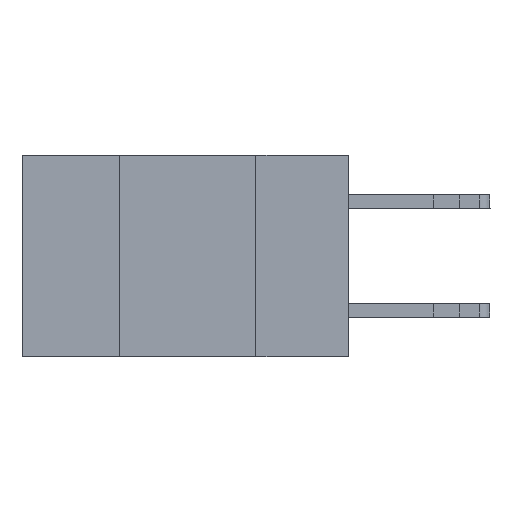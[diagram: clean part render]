
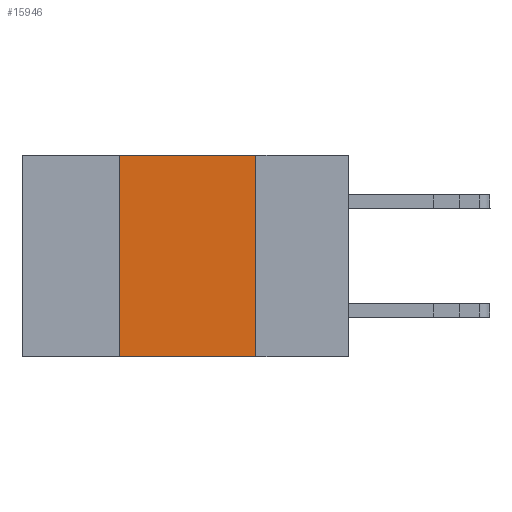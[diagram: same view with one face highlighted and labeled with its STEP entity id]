
A CAD part, left-side view. The second image highlights one B-rep face of the part: STEP entity #15946.
In plain terms, the highlighted planar face has unit normal (-1, 0, 0).
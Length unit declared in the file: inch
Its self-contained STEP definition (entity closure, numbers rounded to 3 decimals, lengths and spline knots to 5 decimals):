
#597 = FACE_OUTER_BOUND ( 'NONE', #3849, .T. ) ;
#1781 = ORIENTED_EDGE ( 'NONE', *, *, #4650, .T. ) ;
#1846 = PLANE ( 'NONE',  #18719 ) ;
#3849 = EDGE_LOOP ( 'NONE', ( #5441, #8532, #15351, #1781 ) ) ;
#4650 = EDGE_CURVE ( 'NONE', #18771, #9587, #8929, .T. ) ;
#4851 = VECTOR ( 'NONE', #17538, 39.37008 ) ;
#5441 = ORIENTED_EDGE ( 'NONE', *, *, #16652, .F. ) ;
#5860 = CARTESIAN_POINT ( 'NONE',  ( 0., 0.6, -0.37 ) ) ;
#5911 = DIRECTION ( 'NONE',  ( 0., 0., -1. ) ) ;
#6033 = LINE ( 'NONE', #17833, #18665 ) ;
#7671 = DIRECTION ( 'NONE',  ( 0., 0., -1. ) ) ;
#7959 = DIRECTION ( 'NONE',  ( 1., 0., 0. ) ) ;
#8280 = VERTEX_POINT ( 'NONE', #15486 ) ;
#8292 = VECTOR ( 'NONE', #18631, 39.37008 ) ;
#8532 = ORIENTED_EDGE ( 'NONE', *, *, #13817, .F. ) ;
#8929 = LINE ( 'NONE', #5860, #4851 ) ;
#8993 = EDGE_CURVE ( 'NONE', #18771, #14313, #6033, .T. ) ;
#9530 = CARTESIAN_POINT ( 'NONE',  ( 0., 0.42, -0.37 ) ) ;
#9587 = VERTEX_POINT ( 'NONE', #12718 ) ;
#10309 = LINE ( 'NONE', #17383, #12290 ) ;
#12163 = DIRECTION ( 'NONE',  ( 0., 0., 1. ) ) ;
#12290 = VECTOR ( 'NONE', #5911, 39.37008 ) ;
#12718 = CARTESIAN_POINT ( 'NONE',  ( 0., 0.17, -0.37 ) ) ;
#13817 = EDGE_CURVE ( 'NONE', #14313, #8280, #14049, .T. ) ;
#14049 = LINE ( 'NONE', #18450, #8292 ) ;
#14313 = VERTEX_POINT ( 'NONE', #15741 ) ;
#15351 = ORIENTED_EDGE ( 'NONE', *, *, #8993, .F. ) ;
#15486 = CARTESIAN_POINT ( 'NONE',  ( 0., 0.17, 0. ) ) ;
#15741 = CARTESIAN_POINT ( 'NONE',  ( 0., 0.42, 0. ) ) ;
#15946 = ADVANCED_FACE ( 'NONE', ( #597 ), #1846, .F. ) ;
#16652 = EDGE_CURVE ( 'NONE', #8280, #9587, #10309, .T. ) ;
#17383 = CARTESIAN_POINT ( 'NONE',  ( 0., 0.17, -0.37 ) ) ;
#17538 = DIRECTION ( 'NONE',  ( 0., -1., 0. ) ) ;
#17833 = CARTESIAN_POINT ( 'NONE',  ( 0., 0.42, -0.37 ) ) ;
#17837 = CARTESIAN_POINT ( 'NONE',  ( 0., 0.6, 0. ) ) ;
#18450 = CARTESIAN_POINT ( 'NONE',  ( 0., 0.6, 0. ) ) ;
#18631 = DIRECTION ( 'NONE',  ( 0., -1., 0. ) ) ;
#18665 = VECTOR ( 'NONE', #12163, 39.37008 ) ;
#18719 = AXIS2_PLACEMENT_3D ( 'NONE', #17837, #7959, #7671 ) ;
#18771 = VERTEX_POINT ( 'NONE', #9530 ) ;
